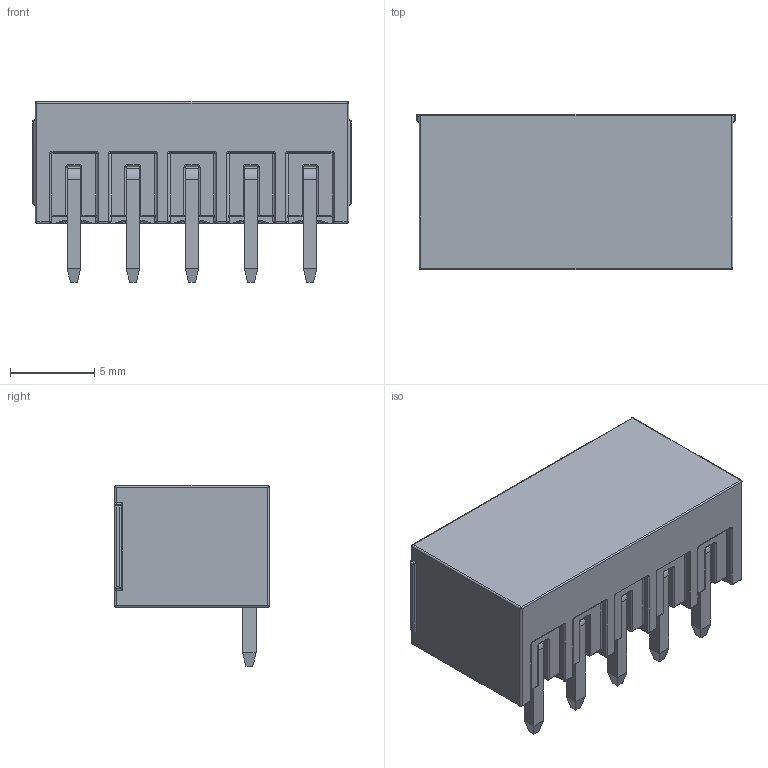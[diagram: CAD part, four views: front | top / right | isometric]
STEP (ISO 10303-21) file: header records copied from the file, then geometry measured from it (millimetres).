
FILE_DESCRIPTION(/* description */ (''),/* implementation_level */ '2;1');
FILE_NAME(/* name */ 'Wurth - 691322110005.step',/* time_stamp */ '2020-07-14T22:11:57+01:00',/* author */ (''),/* organization */ (''),/* preprocessor_version */ 'ST-DEVELOPER v18.1',/* originating_system */ 'Autodesk Translation Framework v9.3.0.1241',/* authorisation */ '');
FILE_SCHEMA (('AUTOMOTIVE_DESIGN { 1 0 10303 214 3 1 1 }'));
Length unit declared in the file: millimetre
Products named in the file (1): Wurth - 691322110005
Bounding box: 18.9 x 9.2 x 10.7 mm (x, y, z)
Volume: 597.7 mm3; surface area: 1775.3 mm2
Topology: 1 solids, 1 shells, 1178 faces, 2674 edges, 1505 vertices
Faces by surface type: cylinder 513, plane 283, torus 180, sphere 110, bspline 92
Full cylindrical faces by diameter (mm): 1.8 x5
Entity records: 37747 total; most frequent: CARTESIAN_POINT 11364, DIRECTION 5799, ORIENTED_EDGE 5332, EDGE_CURVE 2666, AXIS2_PLACEMENT_3D 2272, VERTEX_POINT 1505, LINE 1255, VECTOR 1255
